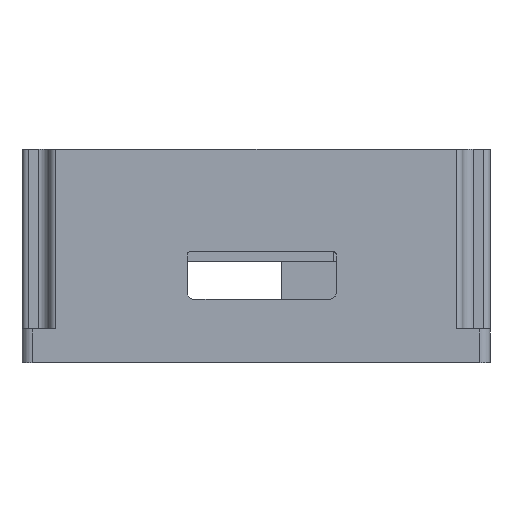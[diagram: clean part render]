
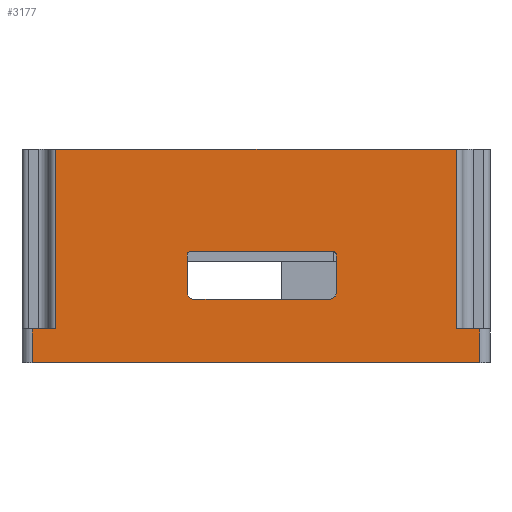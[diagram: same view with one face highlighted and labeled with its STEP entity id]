
A CAD part, front view. The second image highlights one B-rep face of the part: STEP entity #3177.
In plain terms, the highlighted planar face has unit normal (0, -1, 0).
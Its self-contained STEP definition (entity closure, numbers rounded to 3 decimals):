
#124=FACE_BOUND('',#1022,.T.);
#222=LINE('',#4857,#531);
#232=LINE('',#4884,#541);
#235=LINE('',#4889,#544);
#277=LINE('',#5005,#586);
#294=LINE('',#5069,#603);
#295=LINE('',#5072,#604);
#296=LINE('',#5074,#605);
#297=LINE('',#5076,#606);
#298=LINE('',#5078,#607);
#299=LINE('',#5080,#608);
#300=LINE('',#5081,#609);
#301=LINE('',#5085,#610);
#531=VECTOR('',#3852,10.);
#541=VECTOR('',#3876,10.);
#544=VECTOR('',#3881,10.);
#586=VECTOR('',#3979,10.);
#603=VECTOR('',#4030,10.);
#604=VECTOR('',#4033,10.);
#605=VECTOR('',#4034,10.);
#606=VECTOR('',#4035,10.);
#607=VECTOR('',#4036,10.);
#608=VECTOR('',#4037,10.);
#609=VECTOR('',#4038,10.);
#610=VECTOR('',#4041,10.);
#811=FACE_OUTER_BOUND('',#1021,.T.);
#1021=EDGE_LOOP('',(#2390,#2391,#2392,#2393,#2394,#2395,#2396,#2397));
#1022=EDGE_LOOP('',(#2398,#2399,#2400,#2401,#2402,#2403,#2404,#2405));
#1236=CIRCLE('',#3382,2.);
#1239=CIRCLE('',#3387,2.);
#1273=CIRCLE('',#3439,1.);
#1274=CIRCLE('',#3440,1.);
#1444=VERTEX_POINT('',#4847);
#1445=VERTEX_POINT('',#4848);
#1448=VERTEX_POINT('',#4856);
#1451=VERTEX_POINT('',#4864);
#1458=VERTEX_POINT('',#4883);
#1459=VERTEX_POINT('',#4887);
#1504=VERTEX_POINT('',#5002);
#1505=VERTEX_POINT('',#5004);
#1535=VERTEX_POINT('',#5067);
#1536=VERTEX_POINT('',#5071);
#1537=VERTEX_POINT('',#5073);
#1538=VERTEX_POINT('',#5075);
#1539=VERTEX_POINT('',#5077);
#1540=VERTEX_POINT('',#5079);
#1541=VERTEX_POINT('',#5082);
#1542=VERTEX_POINT('',#5084);
#1761=EDGE_CURVE('',#1444,#1445,#1236,.T.);
#1765=EDGE_CURVE('',#1448,#1445,#222,.T.);
#1769=EDGE_CURVE('',#1448,#1451,#1239,.T.);
#1779=EDGE_CURVE('',#1458,#1451,#232,.T.);
#1782=EDGE_CURVE('',#1444,#1459,#235,.T.);
#1839=EDGE_CURVE('',#1504,#1505,#277,.T.);
#1872=EDGE_CURVE('',#1535,#1504,#294,.T.);
#1873=EDGE_CURVE('',#1535,#1536,#295,.T.);
#1874=EDGE_CURVE('',#1537,#1536,#296,.T.);
#1875=EDGE_CURVE('',#1538,#1537,#297,.T.);
#1876=EDGE_CURVE('',#1539,#1538,#298,.T.);
#1877=EDGE_CURVE('',#1539,#1540,#299,.T.);
#1878=EDGE_CURVE('',#1505,#1540,#300,.T.);
#1879=EDGE_CURVE('',#1541,#1459,#1273,.T.);
#1880=EDGE_CURVE('',#1541,#1542,#301,.T.);
#1881=EDGE_CURVE('',#1458,#1542,#1274,.T.);
#2390=ORIENTED_EDGE('',*,*,#1872,.F.);
#2391=ORIENTED_EDGE('',*,*,#1873,.T.);
#2392=ORIENTED_EDGE('',*,*,#1874,.F.);
#2393=ORIENTED_EDGE('',*,*,#1875,.F.);
#2394=ORIENTED_EDGE('',*,*,#1876,.F.);
#2395=ORIENTED_EDGE('',*,*,#1877,.T.);
#2396=ORIENTED_EDGE('',*,*,#1878,.F.);
#2397=ORIENTED_EDGE('',*,*,#1839,.F.);
#2398=ORIENTED_EDGE('',*,*,#1782,.T.);
#2399=ORIENTED_EDGE('',*,*,#1879,.F.);
#2400=ORIENTED_EDGE('',*,*,#1880,.T.);
#2401=ORIENTED_EDGE('',*,*,#1881,.F.);
#2402=ORIENTED_EDGE('',*,*,#1779,.T.);
#2403=ORIENTED_EDGE('',*,*,#1769,.F.);
#2404=ORIENTED_EDGE('',*,*,#1765,.T.);
#2405=ORIENTED_EDGE('',*,*,#1761,.F.);
#3062=PLANE('',#3438);
#3177=ADVANCED_FACE('',(#811,#124),#3062,.T.);
#3382=AXIS2_PLACEMENT_3D('',#4849,#3844,#3845);
#3387=AXIS2_PLACEMENT_3D('',#4865,#3859,#3860);
#3438=AXIS2_PLACEMENT_3D('',#5070,#4031,#4032);
#3439=AXIS2_PLACEMENT_3D('',#5083,#4039,#4040);
#3440=AXIS2_PLACEMENT_3D('',#5086,#4042,#4043);
#3844=DIRECTION('center_axis',(0.,-1.,0.));
#3845=DIRECTION('ref_axis',(-0.707,0.,-0.707));
#3852=DIRECTION('',(-1.,0.,0.));
#3859=DIRECTION('center_axis',(0.,-1.,0.));
#3860=DIRECTION('ref_axis',(0.707,0.,-0.707));
#3876=DIRECTION('',(0.,0.,-1.));
#3881=DIRECTION('',(0.,0.,1.));
#3979=DIRECTION('',(1.,0.,0.));
#4030=DIRECTION('',(0.,0.,1.));
#4031=DIRECTION('center_axis',(0.,-1.,0.));
#4032=DIRECTION('ref_axis',(-1.,0.,0.));
#4033=DIRECTION('',(-1.,0.,0.));
#4034=DIRECTION('',(0.,0.,1.));
#4035=DIRECTION('',(-1.,0.,0.));
#4036=DIRECTION('',(0.,0.,-1.));
#4037=DIRECTION('',(-1.,0.,0.));
#4038=DIRECTION('',(0.,0.,-1.));
#4039=DIRECTION('center_axis',(0.,-1.,0.));
#4040=DIRECTION('ref_axis',(-0.707,0.,0.707));
#4041=DIRECTION('',(1.,0.,0.));
#4042=DIRECTION('center_axis',(0.,-1.,0.));
#4043=DIRECTION('ref_axis',(0.707,0.,0.707));
#4847=CARTESIAN_POINT('',(-84.295,-5.,-44.3));
#4848=CARTESIAN_POINT('',(-82.295,-5.,-46.3));
#4849=CARTESIAN_POINT('Origin',(-82.295,-5.,-44.3));
#4856=CARTESIAN_POINT('',(-42.33,-5.,-46.3));
#4857=CARTESIAN_POINT('',(-22.242,-5.,-46.3));
#4864=CARTESIAN_POINT('',(-40.33,-5.,-44.3));
#4865=CARTESIAN_POINT('Origin',(-42.33,-5.,-44.3));
#4883=CARTESIAN_POINT('',(-40.33,-5.,-33.2));
#4884=CARTESIAN_POINT('',(-40.33,-5.,-16.1));
#4887=CARTESIAN_POINT('',(-84.295,-5.,-33.2));
#4889=CARTESIAN_POINT('',(-84.295,-5.,-21.9));
#5002=CARTESIAN_POINT('',(-123.,-5.,-2.));
#5004=CARTESIAN_POINT('',(-5.,-5.,-2.));
#5005=CARTESIAN_POINT('',(-93.923,-5.,-2.));
#5067=CARTESIAN_POINT('',(-123.,-5.,-55.));
#5069=CARTESIAN_POINT('',(-123.,-5.,-1.));
#5070=CARTESIAN_POINT('Origin',(-4.153,-5.,0.));
#5071=CARTESIAN_POINT('',(-130.,-5.,-55.));
#5072=CARTESIAN_POINT('',(-66.577,-5.,-55.));
#5073=CARTESIAN_POINT('',(-130.,-5.,-65.));
#5074=CARTESIAN_POINT('',(-130.,-5.,0.));
#5075=CARTESIAN_POINT('',(2.,-5.,-65.));
#5076=CARTESIAN_POINT('',(4.153,-5.,-65.));
#5077=CARTESIAN_POINT('',(2.,-5.,-55.));
#5078=CARTESIAN_POINT('',(2.,-5.,0.));
#5079=CARTESIAN_POINT('',(-5.,-5.,-55.));
#5080=CARTESIAN_POINT('',(-1.577,-5.,-55.));
#5081=CARTESIAN_POINT('',(-5.,-5.,-1.));
#5082=CARTESIAN_POINT('',(-83.295,-5.,-32.2));
#5083=CARTESIAN_POINT('Origin',(-83.295,-5.,-33.2));
#5084=CARTESIAN_POINT('',(-41.33,-5.,-32.2));
#5085=CARTESIAN_POINT('',(-44.224,-5.,-32.2));
#5086=CARTESIAN_POINT('Origin',(-41.33,-5.,-33.2));
